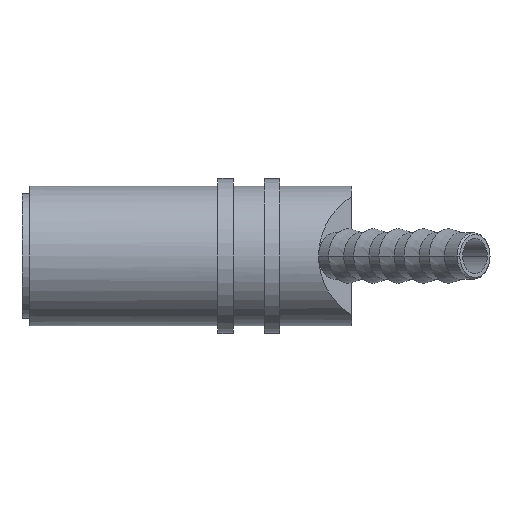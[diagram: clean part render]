
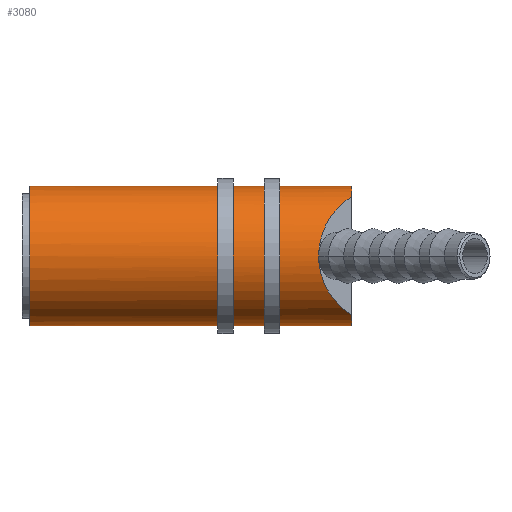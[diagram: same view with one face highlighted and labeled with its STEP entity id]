
A CAD part, front view. The second image highlights one B-rep face of the part: STEP entity #3080.
In plain terms, the highlighted cylindrical face has radius 9 mm (diameter 18 mm), a partial arc.
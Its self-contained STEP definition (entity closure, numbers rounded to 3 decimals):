
#558 = CARTESIAN_POINT ( 'NONE',  ( 42.5, -4.757, 7.64 ) ) ;
#706 = VERTEX_POINT ( 'NONE', #4071 ) ;
#734 = EDGE_CURVE ( 'NONE', #1759, #1376, #7606, .T. ) ;
#1076 = CARTESIAN_POINT ( 'NONE',  ( 38.257, -9., 0. ) ) ;
#1156 = AXIS2_PLACEMENT_3D ( 'NONE', #3813, #4473, #4989 ) ;
#1344 = ORIENTED_EDGE ( 'NONE', *, *, #734, .T. ) ;
#1362 = LINE ( 'NONE', #6675, #2195 ) ;
#1375 = DIRECTION ( 'NONE',  ( -1., 0., 0. ) ) ;
#1376 = VERTEX_POINT ( 'NONE', #6633 ) ;
#1415 = VECTOR ( 'NONE', #4536, 1000. ) ;
#1581 = DIRECTION ( 'NONE',  ( -1., 0., 0. ) ) ;
#1625 =( BOUNDED_CURVE ( )  B_SPLINE_CURVE ( 3, ( #4453, #5859, #3237, #6866 ),
 .UNSPECIFIED., .F., .F. ) 
 B_SPLINE_CURVE_WITH_KNOTS ( ( 4, 4 ),
 ( 5.269, 6.283 ),
 .UNSPECIFIED. ) 
 CURVE ( )  GEOMETRIC_REPRESENTATION_ITEM ( )  RATIONAL_B_SPLINE_CURVE ( ( 1., 0.916, 0.916, 1. ) ) 
 REPRESENTATION_ITEM ( '' )  );
#1644 = EDGE_CURVE ( 'NONE', #1376, #706, #7098, .T. ) ;
#1679 = AXIS2_PLACEMENT_3D ( 'NONE', #3059, #5457, #2466 ) ;
#1686 = AXIS2_PLACEMENT_3D ( 'NONE', #6948, #1581, #3427 ) ;
#1759 = VERTEX_POINT ( 'NONE', #4142 ) ;
#1804 = CARTESIAN_POINT ( 'NONE',  ( 42.5, 0., -9. ) ) ;
#1865 = VERTEX_POINT ( 'NONE', #1804 ) ;
#2117 = ORIENTED_EDGE ( 'NONE', *, *, #6175, .T. ) ;
#2195 = VECTOR ( 'NONE', #4816, 1000. ) ;
#2317 = EDGE_CURVE ( 'NONE', #706, #4268, #1362, .T. ) ;
#2466 = DIRECTION ( 'NONE',  ( 0., 0., 1. ) ) ;
#2477 = CYLINDRICAL_SURFACE ( 'NONE', #7189, 9. ) ;
#2614 = ORIENTED_EDGE ( 'NONE', *, *, #2317, .T. ) ;
#2697 = CARTESIAN_POINT ( 'NONE',  ( 0., 0., -9. ) ) ;
#3059 = CARTESIAN_POINT ( 'NONE',  ( 1., 0., 0. ) ) ;
#3080 = ADVANCED_FACE ( 'NONE', ( #3697 ), #2477, .T. ) ;
#3237 = CARTESIAN_POINT ( 'NONE',  ( 38.257, -9., -3.18 ) ) ;
#3427 = DIRECTION ( 'NONE',  ( 0., 0., 1. ) ) ;
#3501 = ORIENTED_EDGE ( 'NONE', *, *, #4800, .F. ) ;
#3581 = VERTEX_POINT ( 'NONE', #4541 ) ;
#3674 = CARTESIAN_POINT ( 'NONE',  ( 39.801, -7.456, 5.959 ) ) ;
#3697 = FACE_OUTER_BOUND ( 'NONE', #6146, .T. ) ;
#3813 = CARTESIAN_POINT ( 'NONE',  ( 42.5, 0., 0. ) ) ;
#4054 = CIRCLE ( 'NONE', #1156, 9. ) ;
#4071 = CARTESIAN_POINT ( 'NONE',  ( 42.5, 0., 9. ) ) ;
#4142 = CARTESIAN_POINT ( 'NONE',  ( 38.257, -9., 0. ) ) ;
#4268 = VERTEX_POINT ( 'NONE', #4523 ) ;
#4453 = CARTESIAN_POINT ( 'NONE',  ( 42.5, -4.757, -7.64 ) ) ;
#4473 = DIRECTION ( 'NONE',  ( -1., 0., 0. ) ) ;
#4523 = CARTESIAN_POINT ( 'NONE',  ( 1., 0., 9. ) ) ;
#4536 = DIRECTION ( 'NONE',  ( -1., 0., 0. ) ) ;
#4541 = CARTESIAN_POINT ( 'NONE',  ( 42.5, -4.757, -7.64 ) ) ;
#4800 = EDGE_CURVE ( 'NONE', #1865, #7452, #6313, .T. ) ;
#4816 = DIRECTION ( 'NONE',  ( -1., 0., 0. ) ) ;
#4989 = DIRECTION ( 'NONE',  ( 0., 0., 1. ) ) ;
#4992 = DIRECTION ( 'NONE',  ( 0., 0., 1. ) ) ;
#5069 = CARTESIAN_POINT ( 'NONE',  ( 1., 0., -9. ) ) ;
#5236 = EDGE_CURVE ( 'NONE', #3581, #1759, #1625, .T. ) ;
#5432 = ORIENTED_EDGE ( 'NONE', *, *, #7712, .F. ) ;
#5457 = DIRECTION ( 'NONE',  ( -1., 0., 0. ) ) ;
#5747 = ORIENTED_EDGE ( 'NONE', *, *, #1644, .T. ) ;
#5789 = ORIENTED_EDGE ( 'NONE', *, *, #5236, .T. ) ;
#5859 = CARTESIAN_POINT ( 'NONE',  ( 39.801, -7.456, -5.959 ) ) ;
#5881 = CARTESIAN_POINT ( 'NONE',  ( 38.257, -9., 3.18 ) ) ;
#6103 = CARTESIAN_POINT ( 'NONE',  ( 0., 0., 0. ) ) ;
#6146 = EDGE_LOOP ( 'NONE', ( #3501, #2117, #5789, #1344, #5747, #2614, #5432 ) ) ;
#6175 = EDGE_CURVE ( 'NONE', #1865, #3581, #4054, .T. ) ;
#6313 = LINE ( 'NONE', #2697, #1415 ) ;
#6633 = CARTESIAN_POINT ( 'NONE',  ( 42.5, -4.757, 7.64 ) ) ;
#6675 = CARTESIAN_POINT ( 'NONE',  ( 0., 0., 9. ) ) ;
#6866 = CARTESIAN_POINT ( 'NONE',  ( 38.257, -9., 0. ) ) ;
#6948 = CARTESIAN_POINT ( 'NONE',  ( 42.5, 0., 0. ) ) ;
#7098 = CIRCLE ( 'NONE', #1686, 9. ) ;
#7189 = AXIS2_PLACEMENT_3D ( 'NONE', #6103, #1375, #4992 ) ;
#7452 = VERTEX_POINT ( 'NONE', #5069 ) ;
#7466 = CIRCLE ( 'NONE', #1679, 9. ) ;
#7606 =( BOUNDED_CURVE ( )  B_SPLINE_CURVE ( 3, ( #1076, #5881, #3674, #558 ),
 .UNSPECIFIED., .F., .F. ) 
 B_SPLINE_CURVE_WITH_KNOTS ( ( 4, 4 ),
 ( 0., 1.014 ),
 .UNSPECIFIED. ) 
 CURVE ( )  GEOMETRIC_REPRESENTATION_ITEM ( )  RATIONAL_B_SPLINE_CURVE ( ( 1., 0.916, 0.916, 1. ) ) 
 REPRESENTATION_ITEM ( '' )  );
#7712 = EDGE_CURVE ( 'NONE', #7452, #4268, #7466, .T. ) ;
